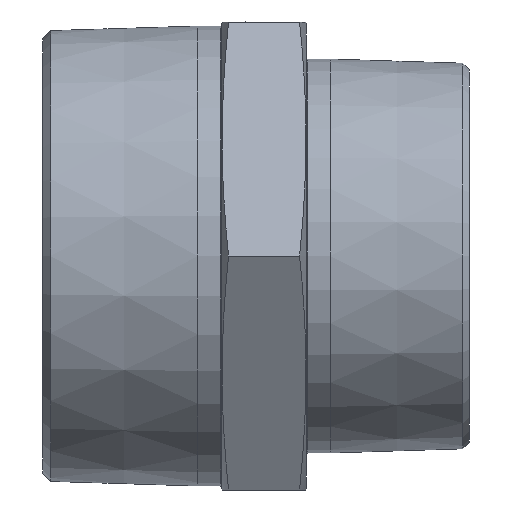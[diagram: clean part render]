
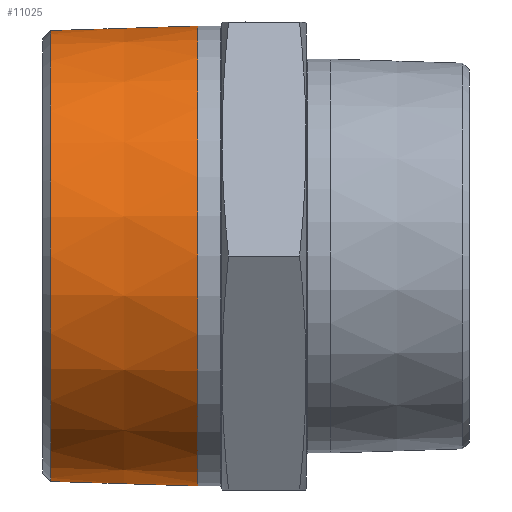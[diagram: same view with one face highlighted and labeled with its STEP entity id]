
A CAD part, front view. The second image highlights one B-rep face of the part: STEP entity #11025.
In plain terms, the highlighted conical face has half-angle 1.79 degrees and reference radius 43.942 mm.
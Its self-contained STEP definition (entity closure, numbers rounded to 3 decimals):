
#450 = ORIENTED_EDGE ( 'NONE', *, *, #5061, .T. ) ;
#3162 = AXIS2_PLACEMENT_3D ( 'NONE', #13478, #12071, #3455 ) ;
#3455 = DIRECTION ( 'NONE',  ( 0., 0., 1. ) ) ;
#4145 = CIRCLE ( 'NONE', #14228, 43.344 ) ;
#4380 = DIRECTION ( 'NONE',  ( 1., 0., 0. ) ) ;
#4752 = DIRECTION ( 'NONE',  ( 1., 0., 0. ) ) ;
#5061 = EDGE_CURVE ( 'NONE', #15131, #15131, #18250, .T. ) ;
#5958 = DIRECTION ( 'NONE',  ( 0., 0., 1. ) ) ;
#6535 = CONICAL_SURFACE ( 'NONE', #8021, 43.942, 0.031 ) ;
#8021 = AXIS2_PLACEMENT_3D ( 'NONE', #17431, #4752, #16160 ) ;
#10977 = EDGE_LOOP ( 'NONE', ( #450 ) ) ;
#11025 = ADVANCED_FACE ( 'NONE', ( #13189, #15890 ), #6535, .T. ) ;
#11224 = VERTEX_POINT ( 'NONE', #14107 ) ;
#12071 = DIRECTION ( 'NONE',  ( -1., 0., 0. ) ) ;
#13161 = EDGE_CURVE ( 'NONE', #11224, #11224, #4145, .T. ) ;
#13189 = FACE_BOUND ( 'NONE', #15727, .T. ) ;
#13478 = CARTESIAN_POINT ( 'NONE',  ( 29.8, 0., 0. ) ) ;
#14107 = CARTESIAN_POINT ( 'NONE',  ( 1.478, 0., 43.344 ) ) ;
#14228 = AXIS2_PLACEMENT_3D ( 'NONE', #14505, #4380, #5958 ) ;
#14505 = CARTESIAN_POINT ( 'NONE',  ( 1.478, 0., 0. ) ) ;
#15131 = VERTEX_POINT ( 'NONE', #17961 ) ;
#15727 = EDGE_LOOP ( 'NONE', ( #16001 ) ) ;
#15890 = FACE_OUTER_BOUND ( 'NONE', #10977, .T. ) ;
#16001 = ORIENTED_EDGE ( 'NONE', *, *, #13161, .T. ) ;
#16160 = DIRECTION ( 'NONE',  ( 0., 0., -1. ) ) ;
#17431 = CARTESIAN_POINT ( 'NONE',  ( 20.6, 0., 0. ) ) ;
#17961 = CARTESIAN_POINT ( 'NONE',  ( 29.8, 0., 44.229 ) ) ;
#18250 = CIRCLE ( 'NONE', #3162, 44.229 ) ;
